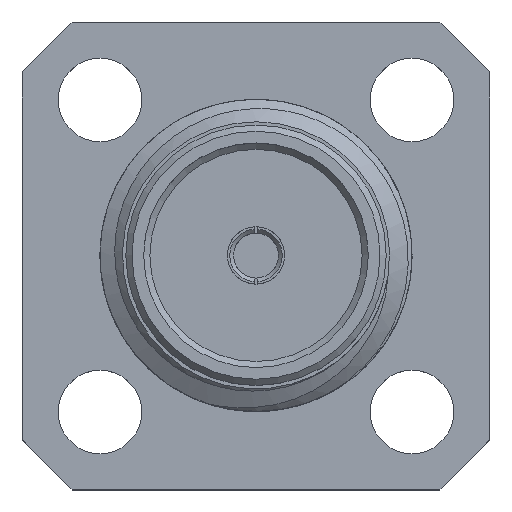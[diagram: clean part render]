
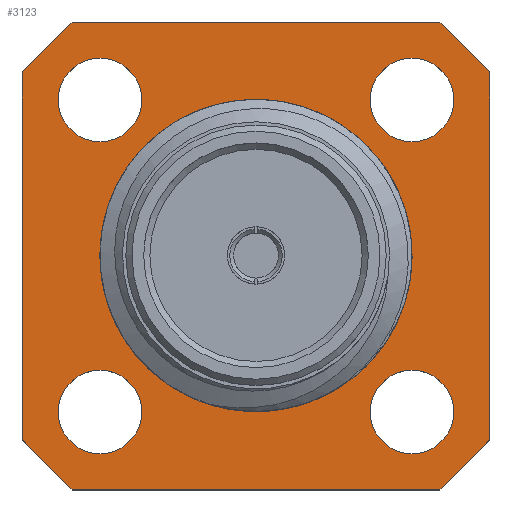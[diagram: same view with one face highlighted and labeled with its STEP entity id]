
A CAD part, top view. The second image highlights one B-rep face of the part: STEP entity #3123.
In plain terms, the highlighted planar face has unit normal (0, 0, 1).
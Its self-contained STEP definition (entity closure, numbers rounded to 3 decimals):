
#61 = CARTESIAN_POINT ( 'NONE',  ( 3.744, -4.76, 0. ) ) ;
#65 = CARTESIAN_POINT ( 'NONE',  ( -3.175, -3.175, 0. ) ) ;
#70 = EDGE_LOOP ( 'NONE', ( #2560 ) ) ;
#96 = CARTESIAN_POINT ( 'NONE',  ( -3.744, 4.76, 0. ) ) ;
#117 = DIRECTION ( 'NONE',  ( 0., 0., -1. ) ) ;
#120 = DIRECTION ( 'NONE',  ( 0., 0., 1. ) ) ;
#137 = FACE_OUTER_BOUND ( 'NONE', #2586, .T. ) ;
#146 = ORIENTED_EDGE ( 'NONE', *, *, #1019, .T. ) ;
#152 = ORIENTED_EDGE ( 'NONE', *, *, #230, .T. ) ;
#205 = DIRECTION ( 'NONE',  ( 0., 1., 0. ) ) ;
#215 = EDGE_CURVE ( 'NONE', #2553, #2553, #3108, .T. ) ;
#227 = EDGE_LOOP ( 'NONE', ( #869 ) ) ;
#230 = EDGE_CURVE ( 'NONE', #834, #732, #1880, .T. ) ;
#241 = VECTOR ( 'NONE', #1434, 1000. ) ;
#253 = CARTESIAN_POINT ( 'NONE',  ( 3.744, -4.76, 0. ) ) ;
#324 = DIRECTION ( 'NONE',  ( 1., 0., 0. ) ) ;
#327 = VERTEX_POINT ( 'NONE', #1559 ) ;
#367 = CARTESIAN_POINT ( 'NONE',  ( -4.76, -3.744, 0. ) ) ;
#424 = CIRCLE ( 'NONE', #1931, 0.85 ) ;
#462 = VERTEX_POINT ( 'NONE', #2907 ) ;
#483 = EDGE_LOOP ( 'NONE', ( #843 ) ) ;
#494 = VECTOR ( 'NONE', #986, 1000. ) ;
#519 = VECTOR ( 'NONE', #205, 1000. ) ;
#539 = LINE ( 'NONE', #2479, #1036 ) ;
#563 = EDGE_CURVE ( 'NONE', #3058, #3058, #1068, .T. ) ;
#566 = CARTESIAN_POINT ( 'NONE',  ( -4.76, -3.744, 0. ) ) ;
#635 = DIRECTION ( 'NONE',  ( -1., 0., 0. ) ) ;
#677 = DIRECTION ( 'NONE',  ( 1., 0., 0. ) ) ;
#732 = VERTEX_POINT ( 'NONE', #2051 ) ;
#834 = VERTEX_POINT ( 'NONE', #1772 ) ;
#843 = ORIENTED_EDGE ( 'NONE', *, *, #1678, .F. ) ;
#847 = FACE_BOUND ( 'NONE', #2644, .T. ) ;
#849 = CARTESIAN_POINT ( 'NONE',  ( 4.76, 3.744, 0. ) ) ;
#869 = ORIENTED_EDGE ( 'NONE', *, *, #563, .F. ) ;
#874 = AXIS2_PLACEMENT_3D ( 'NONE', #2776, #2765, #324 ) ;
#905 = VERTEX_POINT ( 'NONE', #1863 ) ;
#926 = CARTESIAN_POINT ( 'NONE',  ( -4.76, -4.76, 0. ) ) ;
#936 = EDGE_LOOP ( 'NONE', ( #1291 ) ) ;
#939 = DIRECTION ( 'NONE',  ( 0., 0., 1. ) ) ;
#986 = DIRECTION ( 'NONE',  ( 1., 0., 0. ) ) ;
#1014 = CIRCLE ( 'NONE', #3101, 0.85 ) ;
#1019 = EDGE_CURVE ( 'NONE', #2982, #834, #2222, .T. ) ;
#1036 = VECTOR ( 'NONE', #2465, 1000. ) ;
#1068 = CIRCLE ( 'NONE', #3118, 2.65 ) ;
#1137 = ORIENTED_EDGE ( 'NONE', *, *, #1714, .T. ) ;
#1167 = LINE ( 'NONE', #926, #494 ) ;
#1176 = CARTESIAN_POINT ( 'NONE',  ( 4.76, -4.76, 0. ) ) ;
#1188 = CARTESIAN_POINT ( 'NONE',  ( 3.175, -3.175, 0. ) ) ;
#1194 = AXIS2_PLACEMENT_3D ( 'NONE', #1568, #117, #635 ) ;
#1270 = DIRECTION ( 'NONE',  ( -1., 0., 0. ) ) ;
#1291 = ORIENTED_EDGE ( 'NONE', *, *, #1620, .F. ) ;
#1319 = VERTEX_POINT ( 'NONE', #1947 ) ;
#1348 = LINE ( 'NONE', #849, #2231 ) ;
#1399 = VECTOR ( 'NONE', #1270, 1000. ) ;
#1434 = DIRECTION ( 'NONE',  ( 0., -1., 0. ) ) ;
#1514 = CARTESIAN_POINT ( 'NONE',  ( -4.76, 4.76, 0. ) ) ;
#1515 = DIRECTION ( 'NONE',  ( 0., 0., 1. ) ) ;
#1535 = VERTEX_POINT ( 'NONE', #367 ) ;
#1548 = DIRECTION ( 'NONE',  ( -1., 0., 0. ) ) ;
#1559 = CARTESIAN_POINT ( 'NONE',  ( 3.744, 4.76, 0. ) ) ;
#1568 = CARTESIAN_POINT ( 'NONE',  ( 0., 0., 0. ) ) ;
#1591 = CARTESIAN_POINT ( 'NONE',  ( -3.744, -4.76, 0. ) ) ;
#1620 = EDGE_CURVE ( 'NONE', #905, #905, #1014, .T. ) ;
#1628 = FACE_BOUND ( 'NONE', #936, .T. ) ;
#1633 = ORIENTED_EDGE ( 'NONE', *, *, #215, .F. ) ;
#1642 = CARTESIAN_POINT ( 'NONE',  ( -2.325, 3.175, 0. ) ) ;
#1664 = CARTESIAN_POINT ( 'NONE',  ( -4.76, -4.76, 0. ) ) ;
#1678 = EDGE_CURVE ( 'NONE', #462, #462, #424, .T. ) ;
#1690 = ORIENTED_EDGE ( 'NONE', *, *, #3085, .T. ) ;
#1714 = EDGE_CURVE ( 'NONE', #732, #327, #1348, .T. ) ;
#1772 = CARTESIAN_POINT ( 'NONE',  ( 4.76, -3.744, 0. ) ) ;
#1779 = EDGE_CURVE ( 'NONE', #2135, #2135, #2486, .T. ) ;
#1811 = DIRECTION ( 'NONE',  ( -0.707, 0.707, 0. ) ) ;
#1815 = VERTEX_POINT ( 'NONE', #1591 ) ;
#1863 = CARTESIAN_POINT ( 'NONE',  ( -2.325, -3.175, 0. ) ) ;
#1880 = LINE ( 'NONE', #1176, #519 ) ;
#1931 = AXIS2_PLACEMENT_3D ( 'NONE', #2293, #120, #677 ) ;
#1947 = CARTESIAN_POINT ( 'NONE',  ( -4.76, 3.744, 0. ) ) ;
#1983 = LINE ( 'NONE', #1514, #1399 ) ;
#1999 = EDGE_CURVE ( 'NONE', #1815, #2982, #1167, .T. ) ;
#2005 = ORIENTED_EDGE ( 'NONE', *, *, #2935, .T. ) ;
#2044 = FACE_BOUND ( 'NONE', #227, .T. ) ;
#2051 = CARTESIAN_POINT ( 'NONE',  ( 4.76, 3.744, 0. ) ) ;
#2135 = VERTEX_POINT ( 'NONE', #1642 ) ;
#2143 = EDGE_CURVE ( 'NONE', #1535, #1815, #2976, .T. ) ;
#2212 = EDGE_CURVE ( 'NONE', #2276, #1319, #539, .T. ) ;
#2222 = LINE ( 'NONE', #61, #2890 ) ;
#2231 = VECTOR ( 'NONE', #1811, 1000. ) ;
#2250 = ORIENTED_EDGE ( 'NONE', *, *, #2212, .T. ) ;
#2276 = VERTEX_POINT ( 'NONE', #96 ) ;
#2293 = CARTESIAN_POINT ( 'NONE',  ( 3.175, 3.175, 0. ) ) ;
#2309 = FACE_BOUND ( 'NONE', #70, .T. ) ;
#2344 = CARTESIAN_POINT ( 'NONE',  ( -2.65, 0., 0. ) ) ;
#2438 = AXIS2_PLACEMENT_3D ( 'NONE', #1188, #939, #2921 ) ;
#2465 = DIRECTION ( 'NONE',  ( -0.707, -0.707, 0. ) ) ;
#2479 = CARTESIAN_POINT ( 'NONE',  ( -3.744, 4.76, 0. ) ) ;
#2486 = CIRCLE ( 'NONE', #874, 0.85 ) ;
#2497 = DIRECTION ( 'NONE',  ( 1., 0., 0. ) ) ;
#2512 = CARTESIAN_POINT ( 'NONE',  ( 0., 0., 0. ) ) ;
#2521 = ORIENTED_EDGE ( 'NONE', *, *, #1999, .T. ) ;
#2553 = VERTEX_POINT ( 'NONE', #2773 ) ;
#2560 = ORIENTED_EDGE ( 'NONE', *, *, #1779, .F. ) ;
#2586 = EDGE_LOOP ( 'NONE', ( #1690, #2250, #2005, #3119, #2521, #146, #152, #1137 ) ) ;
#2590 = PLANE ( 'NONE',  #1194 ) ;
#2611 = FACE_BOUND ( 'NONE', #483, .T. ) ;
#2644 = EDGE_LOOP ( 'NONE', ( #1633 ) ) ;
#2731 = DIRECTION ( 'NONE',  ( 0.707, -0.707, 0. ) ) ;
#2763 = VECTOR ( 'NONE', #2731, 1000. ) ;
#2765 = DIRECTION ( 'NONE',  ( 0., 0., 1. ) ) ;
#2773 = CARTESIAN_POINT ( 'NONE',  ( 4.025, -3.175, 0. ) ) ;
#2776 = CARTESIAN_POINT ( 'NONE',  ( -3.175, 3.175, 0. ) ) ;
#2890 = VECTOR ( 'NONE', #2964, 1000. ) ;
#2907 = CARTESIAN_POINT ( 'NONE',  ( 4.025, 3.175, 0. ) ) ;
#2921 = DIRECTION ( 'NONE',  ( 1., 0., 0. ) ) ;
#2935 = EDGE_CURVE ( 'NONE', #1319, #1535, #2947, .T. ) ;
#2947 = LINE ( 'NONE', #1664, #241 ) ;
#2964 = DIRECTION ( 'NONE',  ( 0.707, 0.707, 0. ) ) ;
#2976 = LINE ( 'NONE', #566, #2763 ) ;
#2982 = VERTEX_POINT ( 'NONE', #253 ) ;
#3058 = VERTEX_POINT ( 'NONE', #2344 ) ;
#3059 = DIRECTION ( 'NONE',  ( 0., 0., 1. ) ) ;
#3085 = EDGE_CURVE ( 'NONE', #327, #2276, #1983, .T. ) ;
#3101 = AXIS2_PLACEMENT_3D ( 'NONE', #65, #1515, #2497 ) ;
#3108 = CIRCLE ( 'NONE', #2438, 0.85 ) ;
#3118 = AXIS2_PLACEMENT_3D ( 'NONE', #2512, #3059, #1548 ) ;
#3119 = ORIENTED_EDGE ( 'NONE', *, *, #2143, .T. ) ;
#3123 = ADVANCED_FACE ( 'NONE', ( #2044, #1628, #847, #2611, #2309, #137 ), #2590, .F. ) ;
